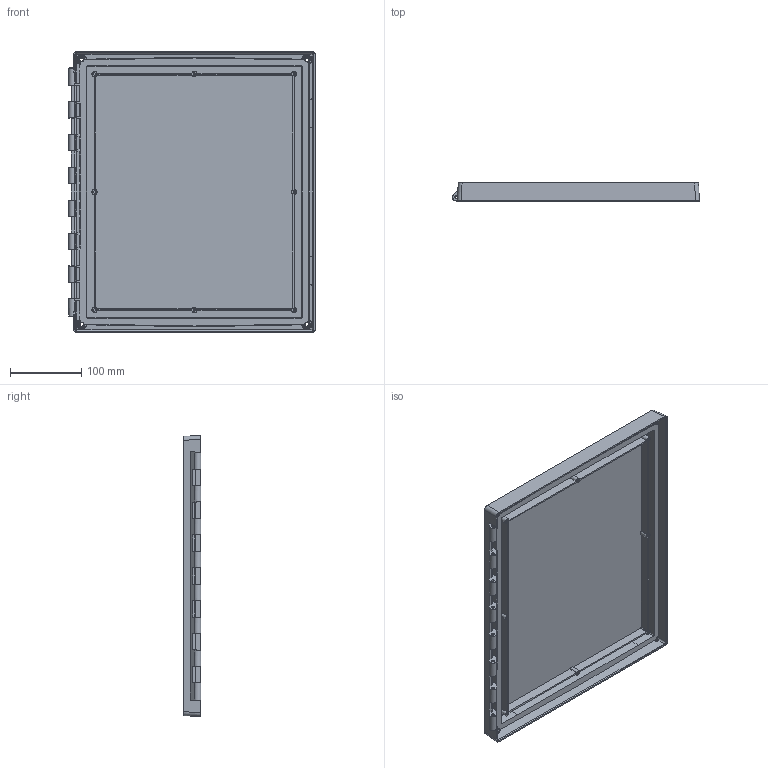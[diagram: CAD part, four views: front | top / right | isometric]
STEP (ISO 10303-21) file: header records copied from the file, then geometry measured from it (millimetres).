
FILE_DESCRIPTION((''),'2;1');
FILE_NAME('14X12_HINGE_LOW_C','2015-01-15T',('fxhongdongluo'),(''),'PRO/ENGINEER BY PARAMETRIC TECHNOLOGY CORPORATION, 2010040','PRO/ENGINEER BY PARAMETRIC TECHNOLOGY CORPORATION, 2010040','');
FILE_SCHEMA(('CONFIG_CONTROL_DESIGN'));
Length unit declared in the file: millimetre
Products named in the file (1): 14X12_HINGE_LOW_C
Bounding box: 345.38 x 24.6 x 393.34 mm (x, y, z)
Volume: 825413.2 mm3; surface area: 395612.9 mm2
Topology: 1 solids, 1 shells, 480 faces, 1308 edges, 843 vertices
Faces by surface type: plane 229, cylinder 132, bspline 55, cone 40, torus 15, sphere 9
Entity records: 17859 total; most frequent: CARTESIAN_POINT 6373, ORIENTED_EDGE 2616, DIRECTION 2043, EDGE_CURVE 1308, VERTEX_POINT 843, VECTOR 715, LINE 715, AXIS2_PLACEMENT_3D 664
